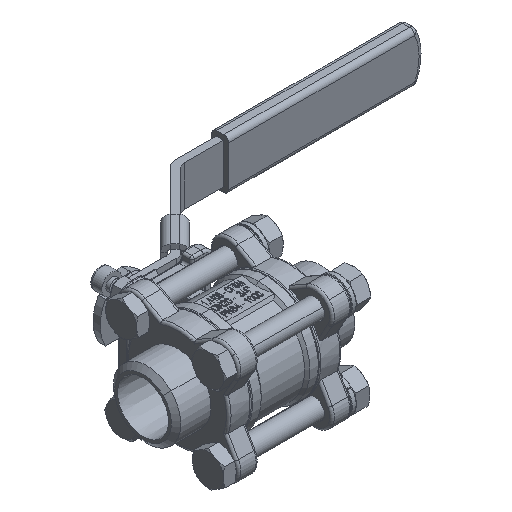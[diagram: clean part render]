
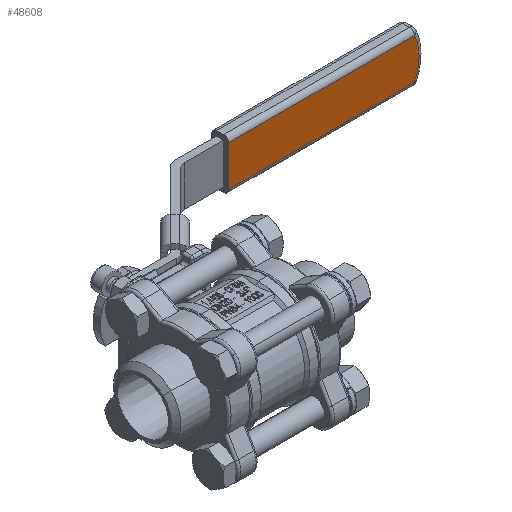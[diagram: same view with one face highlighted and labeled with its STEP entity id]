
A CAD part, isometric view. The second image highlights one B-rep face of the part: STEP entity #48608.
In plain terms, the highlighted planar face has unit normal (0, -1, 0).
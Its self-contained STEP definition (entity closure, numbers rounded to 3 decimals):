
#48448 = VERTEX_POINT ( 'NONE', #56759 ) ;
#48450 = EDGE_CURVE ( 'NONE', #48448, #48452, #56757, .T. ) ;
#48452 = VERTEX_POINT ( 'NONE', #56753 ) ;
#48608 = ADVANCED_FACE ( 'NONE', ( #57032 ), #57030, .F. ) ;
#48610 = EDGE_LOOP ( 'NONE', ( #48613, #48615, #48619, #48625 ) ) ;
#48613 = ORIENTED_EDGE ( 'NONE', *, *, #48450, .F. ) ;
#48615 = ORIENTED_EDGE ( 'NONE', *, *, #48617, .T. ) ;
#48617 = EDGE_CURVE ( 'NONE', #48448, #48618, #57022, .T. ) ;
#48618 = VERTEX_POINT ( 'NONE', #57016 ) ;
#48619 = ORIENTED_EDGE ( 'NONE', *, *, #48620, .T. ) ;
#48620 = EDGE_CURVE ( 'NONE', #48618, #48623, #57014, .T. ) ;
#48623 = VERTEX_POINT ( 'NONE', #57112 ) ;
#48625 = ORIENTED_EDGE ( 'NONE', *, *, #48627, .T. ) ;
#48627 = EDGE_CURVE ( 'NONE', #48623, #48452, #57111, .T. ) ;
#56041 = DIRECTION ( 'NONE',  ( 0., -1., 0. ) ) ;
#56043 = CARTESIAN_POINT ( 'NONE',  ( 60.4, -3.5, 0. ) ) ;
#56052 = AXIS2_PLACEMENT_3D ( 'NONE', #56043, #56041, #56565 ) ;
#56565 = DIRECTION ( 'NONE',  ( 0., 0., 1. ) ) ;
#56753 = CARTESIAN_POINT ( 'NONE',  ( 0., -3.5, 8.5 ) ) ;
#56754 = DIRECTION ( 'NONE',  ( 0., 0., 1. ) ) ;
#56755 = VECTOR ( 'NONE', #56754, 1000. ) ;
#56756 = CARTESIAN_POINT ( 'NONE',  ( 0., -3.5, -10.5 ) ) ;
#56757 = LINE ( 'NONE', #56756, #56755 ) ;
#56759 = CARTESIAN_POINT ( 'NONE',  ( 0., -3.5, -8.5 ) ) ;
#57014 = CIRCLE ( 'NONE', #56052, 19.6 ) ;
#57016 = CARTESIAN_POINT ( 'NONE',  ( 78.061, -3.5, -8.5 ) ) ;
#57018 = DIRECTION ( 'NONE',  ( 1., 0., 0. ) ) ;
#57020 = VECTOR ( 'NONE', #57018, 1000. ) ;
#57021 = CARTESIAN_POINT ( 'NONE',  ( 60.4, -3.5, -8.5 ) ) ;
#57022 = LINE ( 'NONE', #57021, #57020 ) ;
#57026 = DIRECTION ( 'NONE',  ( 0., 0., 1. ) ) ;
#57027 = DIRECTION ( 'NONE',  ( 0., 1., 0. ) ) ;
#57028 = CARTESIAN_POINT ( 'NONE',  ( 60.4, -3.5, 0. ) ) ;
#57029 = AXIS2_PLACEMENT_3D ( 'NONE', #57028, #57027, #57026 ) ;
#57030 = PLANE ( 'NONE',  #57029 ) ;
#57032 = FACE_OUTER_BOUND ( 'NONE', #48610, .T. ) ;
#57108 = DIRECTION ( 'NONE',  ( -1., 0., 0. ) ) ;
#57109 = VECTOR ( 'NONE', #57108, 1000. ) ;
#57110 = CARTESIAN_POINT ( 'NONE',  ( 60.4, -3.5, 8.5 ) ) ;
#57111 = LINE ( 'NONE', #57110, #57109 ) ;
#57112 = CARTESIAN_POINT ( 'NONE',  ( 78.061, -3.5, 8.5 ) ) ;
